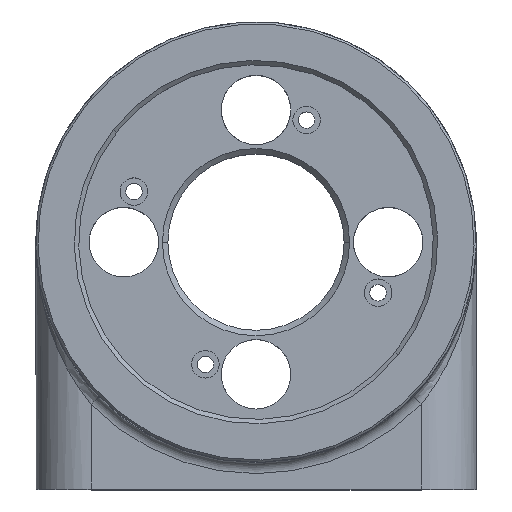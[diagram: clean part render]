
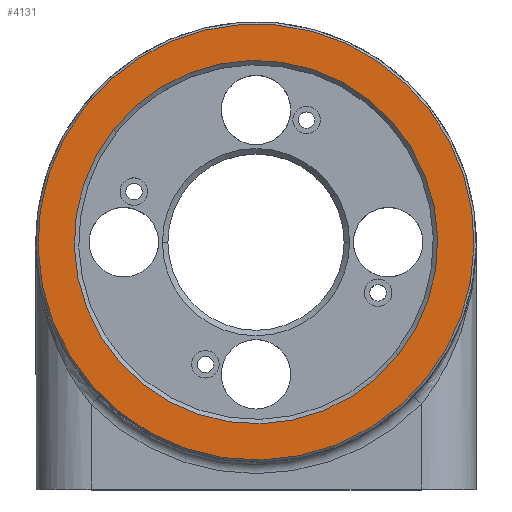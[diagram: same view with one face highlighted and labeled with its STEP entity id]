
A CAD part, top view. The second image highlights one B-rep face of the part: STEP entity #4131.
In plain terms, the highlighted planar face has unit normal (0, 0, 1).
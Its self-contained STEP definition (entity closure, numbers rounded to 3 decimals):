
#98 = AXIS2_PLACEMENT_3D ( 'NONE', #3136, #8868, #3978 ) ;
#173 = CIRCLE ( 'NONE', #9120, 16.5 ) ;
#404 = AXIS2_PLACEMENT_3D ( 'NONE', #7241, #8922, #4033 ) ;
#427 = EDGE_CURVE ( 'NONE', #6747, #7288, #3050, .T. ) ;
#479 = CARTESIAN_POINT ( 'NONE',  ( 0., 0., 0. ) ) ;
#553 =( BOUNDED_CURVE ( )  B_SPLINE_CURVE ( 1, ( #4934, #864 ),
 .UNSPECIFIED., .F., .F. ) 
 B_SPLINE_CURVE_WITH_KNOTS ( ( 2, 2 ),
 ( 0., 0. ),
 .UNSPECIFIED. ) 
 CURVE ( )  GEOMETRIC_REPRESENTATION_ITEM ( )  RATIONAL_B_SPLINE_CURVE ( ( 0.999, 0.999 ) ) 
 REPRESENTATION_ITEM ( '' )  );
#718 = EDGE_CURVE ( 'NONE', #6083, #9451, #3442, .T. ) ;
#864 = CARTESIAN_POINT ( 'NONE',  ( -17.46, -9.22, 0. ) ) ;
#877 = EDGE_LOOP ( 'NONE', ( #6982, #4747 ) ) ;
#959 = VERTEX_POINT ( 'NONE', #8185 ) ;
#1041 = ORIENTED_EDGE ( 'NONE', *, *, #8791, .T. ) ;
#1042 = CARTESIAN_POINT ( 'NONE',  ( 0., 0., 0. ) ) ;
#1284 = DIRECTION ( 'NONE',  ( 1., 0., 0. ) ) ;
#1547 = CARTESIAN_POINT ( 'NONE',  ( 0., 0., 0. ) ) ;
#1553 = PLANE ( 'NONE',  #404 ) ;
#1729 = CARTESIAN_POINT ( 'NONE',  ( 0., 0., 0. ) ) ;
#1837 = AXIS2_PLACEMENT_3D ( 'NONE', #1042, #2008, #7790 ) ;
#2008 = DIRECTION ( 'NONE',  ( 0., 0., 1. ) ) ;
#2378 = DIRECTION ( 'NONE',  ( 1., 0., 0. ) ) ;
#2421 = EDGE_CURVE ( 'NONE', #9285, #6083, #6632, .T. ) ;
#2620 = FACE_BOUND ( 'NONE', #877, .T. ) ;
#3050 = CIRCLE ( 'NONE', #6565, 16.5 ) ;
#3136 = CARTESIAN_POINT ( 'NONE',  ( 0., 0., 0. ) ) ;
#3442 = CIRCLE ( 'NONE', #1837, 19.8 ) ;
#3978 = DIRECTION ( 'NONE',  ( 1., 0., 0. ) ) ;
#4033 = DIRECTION ( 'NONE',  ( 1., 0., 0. ) ) ;
#4131 = ADVANCED_FACE ( 'NONE', ( #2620, #4793 ), #1553, .T. ) ;
#4556 = DIRECTION ( 'NONE',  ( 0., 0., -1. ) ) ;
#4630 = CARTESIAN_POINT ( 'NONE',  ( -19.8, 0., 0. ) ) ;
#4747 = ORIENTED_EDGE ( 'NONE', *, *, #9977, .T. ) ;
#4793 = FACE_OUTER_BOUND ( 'NONE', #8835, .T. ) ;
#4807 = ORIENTED_EDGE ( 'NONE', *, *, #2421, .T. ) ;
#4934 = CARTESIAN_POINT ( 'NONE',  ( -17.523, -9.218, 0. ) ) ;
#6083 = VERTEX_POINT ( 'NONE', #4630 ) ;
#6174 = DIRECTION ( 'NONE',  ( 0., 0., -1. ) ) ;
#6565 = AXIS2_PLACEMENT_3D ( 'NONE', #1729, #4556, #8809 ) ;
#6632 = CIRCLE ( 'NONE', #6703, 19.8 ) ;
#6703 = AXIS2_PLACEMENT_3D ( 'NONE', #1547, #7273, #2378 ) ;
#6747 = VERTEX_POINT ( 'NONE', #10598 ) ;
#6982 = ORIENTED_EDGE ( 'NONE', *, *, #427, .T. ) ;
#7169 = VERTEX_POINT ( 'NONE', #10517 ) ;
#7241 = CARTESIAN_POINT ( 'NONE',  ( 0., 20., 0. ) ) ;
#7273 = DIRECTION ( 'NONE',  ( 0., 0., 1. ) ) ;
#7288 = VERTEX_POINT ( 'NONE', #10558 ) ;
#7790 = DIRECTION ( 'NONE',  ( 1., 0., 0. ) ) ;
#8185 = CARTESIAN_POINT ( 'NONE',  ( -17.494, -9.274, 0. ) ) ;
#8250 = CARTESIAN_POINT ( 'NONE',  ( 19.8, 0., 0. ) ) ;
#8616 = CARTESIAN_POINT ( 'NONE',  ( -17.523, -9.218, 0. ) ) ;
#8661 = CARTESIAN_POINT ( 'NONE',  ( -17.494, -9.274, 0. ) ) ;
#8691 = EDGE_CURVE ( 'NONE', #7169, #959, #9235, .T. ) ;
#8748 = ORIENTED_EDGE ( 'NONE', *, *, #718, .T. ) ;
#8791 = EDGE_CURVE ( 'NONE', #959, #9285, #10385, .T. ) ;
#8809 = DIRECTION ( 'NONE',  ( 1., 0., 0. ) ) ;
#8835 = EDGE_LOOP ( 'NONE', ( #10050, #9247, #1041, #4807, #8748 ) ) ;
#8868 = DIRECTION ( 'NONE',  ( 0., 0., 1. ) ) ;
#8922 = DIRECTION ( 'NONE',  ( 0., 0., 1. ) ) ;
#9120 = AXIS2_PLACEMENT_3D ( 'NONE', #479, #6174, #1284 ) ;
#9235 =( BOUNDED_CURVE ( )  B_SPLINE_CURVE ( 1, ( #9574, #8661 ),
 .UNSPECIFIED., .F., .F. ) 
 B_SPLINE_CURVE_WITH_KNOTS ( ( 2, 2 ),
 ( 0., 0. ),
 .UNSPECIFIED. ) 
 CURVE ( )  GEOMETRIC_REPRESENTATION_ITEM ( )  RATIONAL_B_SPLINE_CURVE ( ( 0.999, 0.999 ) ) 
 REPRESENTATION_ITEM ( '' )  );
#9247 = ORIENTED_EDGE ( 'NONE', *, *, #8691, .T. ) ;
#9285 = VERTEX_POINT ( 'NONE', #8250 ) ;
#9451 = VERTEX_POINT ( 'NONE', #8616 ) ;
#9574 = CARTESIAN_POINT ( 'NONE',  ( -17.46, -9.22, 0. ) ) ;
#9977 = EDGE_CURVE ( 'NONE', #7288, #6747, #173, .T. ) ;
#10038 = EDGE_CURVE ( 'NONE', #9451, #7169, #553, .T. ) ;
#10050 = ORIENTED_EDGE ( 'NONE', *, *, #10038, .T. ) ;
#10385 = CIRCLE ( 'NONE', #98, 19.8 ) ;
#10517 = CARTESIAN_POINT ( 'NONE',  ( -17.46, -9.22, 0. ) ) ;
#10558 = CARTESIAN_POINT ( 'NONE',  ( -16.5, 0., 0. ) ) ;
#10598 = CARTESIAN_POINT ( 'NONE',  ( 16.5, 0., 0. ) ) ;
